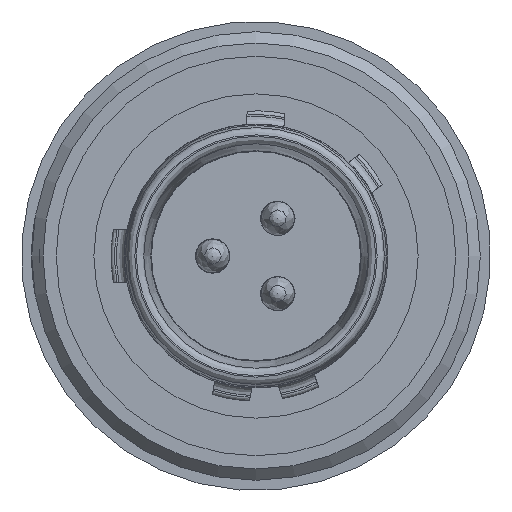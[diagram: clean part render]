
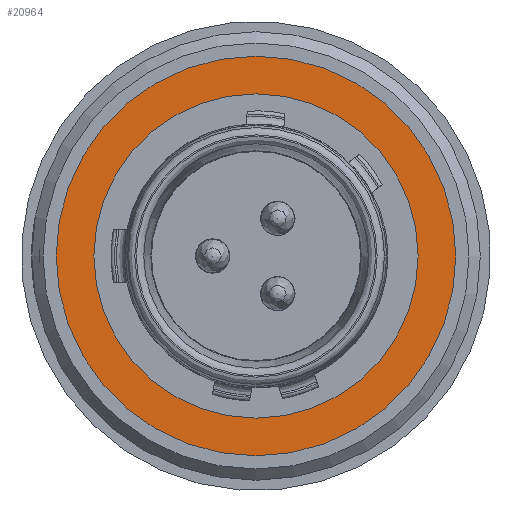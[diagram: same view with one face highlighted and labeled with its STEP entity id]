
A CAD part, left-side view. The second image highlights one B-rep face of the part: STEP entity #20964.
In plain terms, the highlighted planar face has unit normal (-1, 0, 0).
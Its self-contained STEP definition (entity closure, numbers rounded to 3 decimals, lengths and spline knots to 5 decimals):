
#2284=FACE_BOUND('',#3791,.T.);
#2418=PLANE('',#22163);
#2778=FACE_OUTER_BOUND('',#3790,.T.);
#3790=EDGE_LOOP('',(#13133));
#3791=EDGE_LOOP('',(#13134));
#5487=CIRCLE('',#22162,0.20866);
#5488=CIRCLE('',#22164,0.16929);
#7104=VERTEX_POINT('',#30959);
#7105=VERTEX_POINT('',#30963);
#9423=EDGE_CURVE('',#7104,#7104,#5487,.T.);
#9424=EDGE_CURVE('',#7105,#7105,#5488,.T.);
#13133=ORIENTED_EDGE('',*,*,#9423,.F.);
#13134=ORIENTED_EDGE('',*,*,#9424,.T.);
#20964=ADVANCED_FACE('',(#2778,#2284),#2418,.F.);
#22162=AXIS2_PLACEMENT_3D('',#30961,#24535,#24536);
#22163=AXIS2_PLACEMENT_3D('',#30962,#24537,#24538);
#22164=AXIS2_PLACEMENT_3D('',#30964,#24539,#24540);
#24535=DIRECTION('center_axis',(1.,0.,0.));
#24536=DIRECTION('ref_axis',(0.,-1.,0.));
#24537=DIRECTION('center_axis',(1.,0.,0.));
#24538=DIRECTION('ref_axis',(0.,-1.,0.));
#24539=DIRECTION('center_axis',(1.,0.,0.));
#24540=DIRECTION('ref_axis',(0.,-1.,0.));
#30959=CARTESIAN_POINT('',(-0.29531,0.20866,0.));
#30961=CARTESIAN_POINT('Origin',(-0.29531,0.,0.));
#30962=CARTESIAN_POINT('Origin',(-0.29531,0.,0.));
#30963=CARTESIAN_POINT('',(-0.29531,0.16929,0.));
#30964=CARTESIAN_POINT('Origin',(-0.29531,0.,0.));
